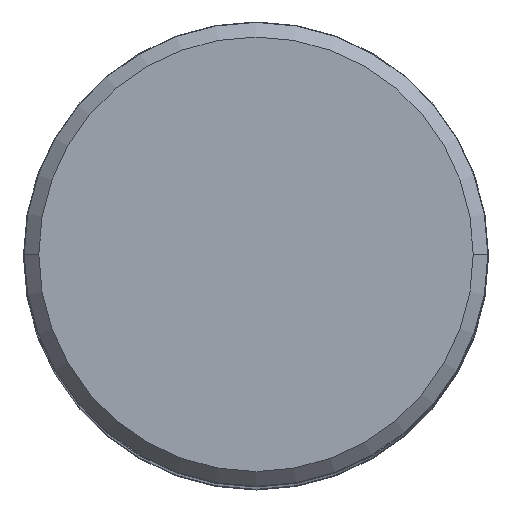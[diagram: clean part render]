
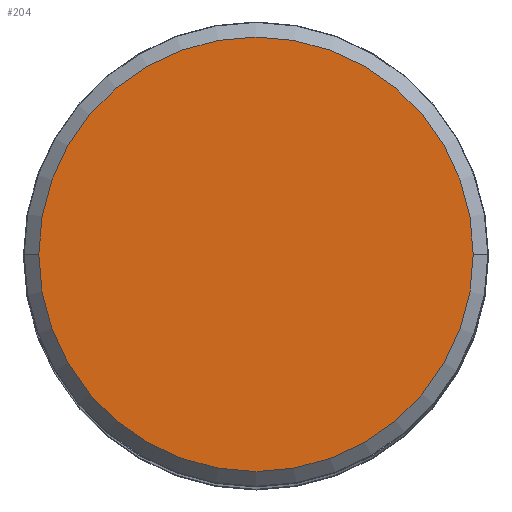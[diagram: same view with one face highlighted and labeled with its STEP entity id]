
A CAD part, top view. The second image highlights one B-rep face of the part: STEP entity #204.
In plain terms, the highlighted planar face has unit normal (0, 0, 1).
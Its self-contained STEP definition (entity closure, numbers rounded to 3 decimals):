
#139=FACE_OUTER_BOUND('',#279,.T.);
#204=ADVANCED_FACE('',(#139),#236,.F.);
#236=PLANE('',#1235);
#279=EDGE_LOOP('',(#455,#456));
#455=ORIENTED_EDGE('',*,*,#717,.T.);
#456=ORIENTED_EDGE('',*,*,#718,.T.);
#613=VERTEX_POINT('',#1941);
#614=VERTEX_POINT('',#1942);
#717=EDGE_CURVE('',#613,#614,#838,.T.);
#718=EDGE_CURVE('',#614,#613,#839,.T.);
#838=CIRCLE('',#1233,14.836);
#839=CIRCLE('',#1234,14.836);
#1233=AXIS2_PLACEMENT_3D('',#1940,#1542,#1543);
#1234=AXIS2_PLACEMENT_3D('',#1943,#1544,#1545);
#1235=AXIS2_PLACEMENT_3D('',#1944,#1546,#1547);
#1542=DIRECTION('',(0.,0.,1.));
#1543=DIRECTION('',(-1.,0.,0.));
#1544=DIRECTION('',(0.,0.,1.));
#1545=DIRECTION('',(1.,0.,0.));
#1546=DIRECTION('',(0.,0.,-1.));
#1547=DIRECTION('',(1.,0.,0.));
#1940=CARTESIAN_POINT('',(0.,0.,0.));
#1941=CARTESIAN_POINT('',(-14.836,0.,0.));
#1942=CARTESIAN_POINT('',(14.836,0.,0.));
#1943=CARTESIAN_POINT('',(0.,0.,0.));
#1944=CARTESIAN_POINT('',(0.,0.,0.));
